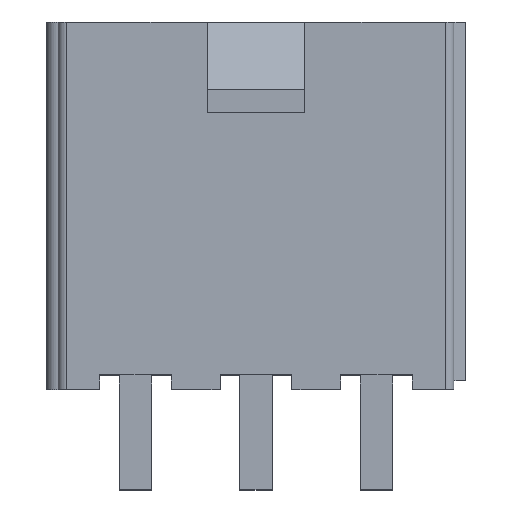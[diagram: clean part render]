
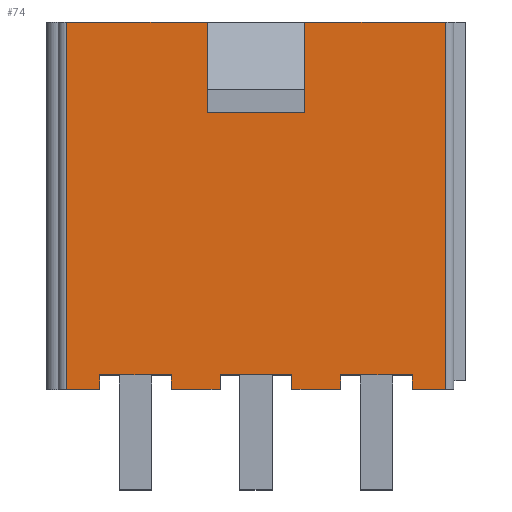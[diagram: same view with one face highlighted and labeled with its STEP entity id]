
A CAD part, top view. The second image highlights one B-rep face of the part: STEP entity #74.
In plain terms, the highlighted planar face has unit normal (0, 0, 1).
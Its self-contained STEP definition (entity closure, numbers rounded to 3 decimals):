
#74=ADVANCED_FACE('',(#266),#267,.T.);
#266=FACE_OUTER_BOUND('',#636,.T.);
#267=PLANE('',#637);
#636=EDGE_LOOP('',(#1069,#1070,#1071,#1072,#1073,#1074,#1075,#1076,#1077,#1078,#1079,#1080,#1081,#1082,#1083,#1084,#1085,#1086,#1087,#1088));
#637=AXIS2_PLACEMENT_3D('',#1089,#1090,#1091);
#1069=ORIENTED_EDGE('',*,*,#2450,.T.);
#1070=ORIENTED_EDGE('',*,*,#2451,.T.);
#1071=ORIENTED_EDGE('',*,*,#2452,.T.);
#1072=ORIENTED_EDGE('',*,*,#2453,.F.);
#1073=ORIENTED_EDGE('',*,*,#2454,.T.);
#1074=ORIENTED_EDGE('',*,*,#2455,.F.);
#1075=ORIENTED_EDGE('',*,*,#2437,.F.);
#1076=ORIENTED_EDGE('',*,*,#2456,.T.);
#1077=ORIENTED_EDGE('',*,*,#2457,.T.);
#1078=ORIENTED_EDGE('',*,*,#2458,.F.);
#1079=ORIENTED_EDGE('',*,*,#2423,.F.);
#1080=ORIENTED_EDGE('',*,*,#2449,.T.);
#1081=ORIENTED_EDGE('',*,*,#2459,.T.);
#1082=ORIENTED_EDGE('',*,*,#2460,.F.);
#1083=ORIENTED_EDGE('',*,*,#2427,.F.);
#1084=ORIENTED_EDGE('',*,*,#2461,.T.);
#1085=ORIENTED_EDGE('',*,*,#2462,.T.);
#1086=ORIENTED_EDGE('',*,*,#2463,.F.);
#1087=ORIENTED_EDGE('',*,*,#2431,.F.);
#1088=ORIENTED_EDGE('',*,*,#2421,.F.);
#1089=CARTESIAN_POINT('',(6.9,0.0,4.8));
#1090=DIRECTION('',(0.0,0.0,1.0));
#1091=DIRECTION('',(1.0,0.0,0.0));
#2421=EDGE_CURVE('',#2921,#2923,#2924,.T.);
#2423=EDGE_CURVE('',#2926,#2927,#2928,.T.);
#2427=EDGE_CURVE('',#2934,#2935,#2936,.T.);
#2431=EDGE_CURVE('',#2923,#2942,#2943,.T.);
#2437=EDGE_CURVE('',#2952,#2954,#2955,.T.);
#2449=EDGE_CURVE('',#2926,#2975,#2977,.T.);
#2450=EDGE_CURVE('',#2921,#2978,#2979,.T.);
#2451=EDGE_CURVE('',#2978,#2980,#2981,.T.);
#2452=EDGE_CURVE('',#2980,#2982,#2983,.T.);
#2453=EDGE_CURVE('',#2984,#2982,#2985,.T.);
#2454=EDGE_CURVE('',#2984,#2986,#2987,.T.);
#2455=EDGE_CURVE('',#2954,#2986,#2988,.T.);
#2456=EDGE_CURVE('',#2952,#2989,#2990,.T.);
#2457=EDGE_CURVE('',#2989,#2991,#2992,.T.);
#2458=EDGE_CURVE('',#2927,#2991,#2993,.T.);
#2459=EDGE_CURVE('',#2975,#2994,#2995,.T.);
#2460=EDGE_CURVE('',#2935,#2994,#2996,.T.);
#2461=EDGE_CURVE('',#2934,#2997,#2998,.T.);
#2462=EDGE_CURVE('',#2997,#2999,#3000,.T.);
#2463=EDGE_CURVE('',#2942,#2999,#3001,.T.);
#2921=VERTEX_POINT('',#3679);
#2923=VERTEX_POINT('',#3681);
#2924=LINE('',#3682,#3683);
#2926=VERTEX_POINT('',#3685);
#2927=VERTEX_POINT('',#3686);
#2928=LINE('',#3687,#3688);
#2934=VERTEX_POINT('',#3697);
#2935=VERTEX_POINT('',#3698);
#2936=LINE('',#3699,#3700);
#2942=VERTEX_POINT('',#3709);
#2943=LINE('',#3710,#3711);
#2952=VERTEX_POINT('',#3724);
#2954=VERTEX_POINT('',#3727);
#2955=LINE('',#3728,#3729);
#2975=VERTEX_POINT('',#3758);
#2977=LINE('',#3761,#3762);
#2978=VERTEX_POINT('',#3763);
#2979=LINE('',#3764,#3765);
#2980=VERTEX_POINT('',#3766);
#2981=LINE('',#3767,#3768);
#2982=VERTEX_POINT('',#3769);
#2983=LINE('',#3770,#3771);
#2984=VERTEX_POINT('',#3772);
#2985=LINE('',#3773,#3774);
#2986=VERTEX_POINT('',#3775);
#2987=LINE('',#3776,#3777);
#2988=LINE('',#3778,#3779);
#2989=VERTEX_POINT('',#3780);
#2990=LINE('',#3781,#3782);
#2991=VERTEX_POINT('',#3783);
#2992=LINE('',#3784,#3785);
#2993=LINE('',#3786,#3787);
#2994=VERTEX_POINT('',#3788);
#2995=LINE('',#3789,#3790);
#2996=LINE('',#3791,#3792);
#2997=VERTEX_POINT('',#3793);
#2998=LINE('',#3794,#3795);
#2999=VERTEX_POINT('',#3796);
#3000=LINE('',#3797,#3798);
#3001=LINE('',#3799,#3800);
#3679=CARTESIAN_POINT('',(6.6,12.8,4.8));
#3681=CARTESIAN_POINT('',(6.6,0.0,4.8));
#3682=CARTESIAN_POINT('',(6.6,12.8,4.8));
#3683=VECTOR('',#4821,12.8);
#3685=CARTESIAN_POINT('',(-1.25,0.0,4.8));
#3686=CARTESIAN_POINT('',(-2.95,0.0,4.8));
#3687=CARTESIAN_POINT('',(-1.25,0.0,4.8));
#3688=VECTOR('',#4825,1.7);
#3697=CARTESIAN_POINT('',(2.95,0.0,4.8));
#3698=CARTESIAN_POINT('',(1.25,0.0,4.8));
#3699=CARTESIAN_POINT('',(2.95,0.0,4.8));
#3700=VECTOR('',#4829,1.7);
#3709=CARTESIAN_POINT('',(5.45,0.0,4.8));
#3710=CARTESIAN_POINT('',(6.6,0.0,4.8));
#3711=VECTOR('',#4833,1.15);
#3724=CARTESIAN_POINT('',(-5.45,0.0,4.8));
#3727=CARTESIAN_POINT('',(-6.6,0.0,4.8));
#3728=CARTESIAN_POINT('',(-5.45,0.0,4.8));
#3729=VECTOR('',#4839,1.15);
#3758=CARTESIAN_POINT('',(-1.25,0.5,4.8));
#3761=CARTESIAN_POINT('',(-1.25,0.0,4.8));
#3762=VECTOR('',#4853,0.5);
#3763=CARTESIAN_POINT('',(1.7,12.8,4.8));
#3764=CARTESIAN_POINT('',(6.6,12.8,4.8));
#3765=VECTOR('',#4854,4.9);
#3766=CARTESIAN_POINT('',(1.7,9.75,4.8));
#3767=CARTESIAN_POINT('',(1.7,12.8,4.8));
#3768=VECTOR('',#4855,3.05);
#3769=CARTESIAN_POINT('',(-1.7,9.75,4.8));
#3770=CARTESIAN_POINT('',(1.7,9.75,4.8));
#3771=VECTOR('',#4856,3.4);
#3772=CARTESIAN_POINT('',(-1.7,12.8,4.8));
#3773=CARTESIAN_POINT('',(-1.7,12.8,4.8));
#3774=VECTOR('',#4857,3.05);
#3775=CARTESIAN_POINT('',(-6.6,12.8,4.8));
#3776=CARTESIAN_POINT('',(-1.7,12.8,4.8));
#3777=VECTOR('',#4858,4.9);
#3778=CARTESIAN_POINT('',(-6.6,0.0,4.8));
#3779=VECTOR('',#4859,12.8);
#3780=CARTESIAN_POINT('',(-5.45,0.5,4.8));
#3781=CARTESIAN_POINT('',(-5.45,0.0,4.8));
#3782=VECTOR('',#4860,0.5);
#3783=CARTESIAN_POINT('',(-2.95,0.5,4.8));
#3784=CARTESIAN_POINT('',(-5.45,0.5,4.8));
#3785=VECTOR('',#4861,2.5);
#3786=CARTESIAN_POINT('',(-2.95,0.0,4.8));
#3787=VECTOR('',#4862,0.5);
#3788=CARTESIAN_POINT('',(1.25,0.5,4.8));
#3789=CARTESIAN_POINT('',(-1.25,0.5,4.8));
#3790=VECTOR('',#4863,2.5);
#3791=CARTESIAN_POINT('',(1.25,0.0,4.8));
#3792=VECTOR('',#4864,0.5);
#3793=CARTESIAN_POINT('',(2.95,0.5,4.8));
#3794=CARTESIAN_POINT('',(2.95,0.0,4.8));
#3795=VECTOR('',#4865,0.5);
#3796=CARTESIAN_POINT('',(5.45,0.5,4.8));
#3797=CARTESIAN_POINT('',(2.95,0.5,4.8));
#3798=VECTOR('',#4866,2.5);
#3799=CARTESIAN_POINT('',(5.45,0.0,4.8));
#3800=VECTOR('',#4867,0.5);
#4821=DIRECTION('',(0.0,-1.0,0.0));
#4825=DIRECTION('',(-1.0,0.0,0.0));
#4829=DIRECTION('',(-1.0,0.0,0.0));
#4833=DIRECTION('',(-1.0,0.0,0.0));
#4839=DIRECTION('',(-1.0,0.0,0.0));
#4853=DIRECTION('',(0.0,1.0,0.0));
#4854=DIRECTION('',(-1.0,0.0,0.0));
#4855=DIRECTION('',(0.0,-1.0,0.0));
#4856=DIRECTION('',(-1.0,0.0,0.0));
#4857=DIRECTION('',(0.0,-1.0,0.0));
#4858=DIRECTION('',(-1.0,0.0,0.0));
#4859=DIRECTION('',(0.0,1.0,0.0));
#4860=DIRECTION('',(0.0,1.0,0.0));
#4861=DIRECTION('',(1.0,0.0,0.0));
#4862=DIRECTION('',(0.0,1.0,0.0));
#4863=DIRECTION('',(1.0,0.0,0.0));
#4864=DIRECTION('',(0.0,1.0,0.0));
#4865=DIRECTION('',(0.0,1.0,0.0));
#4866=DIRECTION('',(1.0,0.0,0.0));
#4867=DIRECTION('',(0.0,1.0,0.0));
